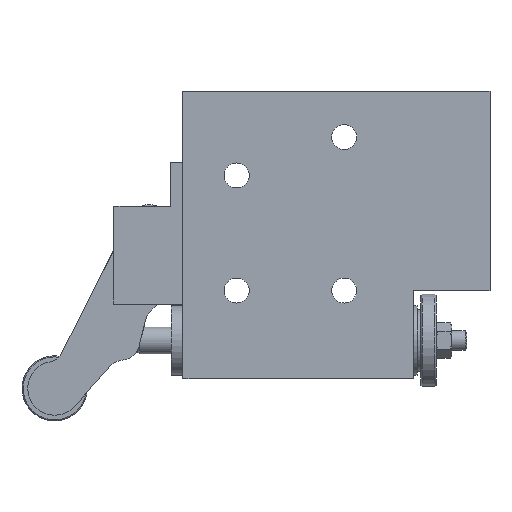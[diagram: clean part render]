
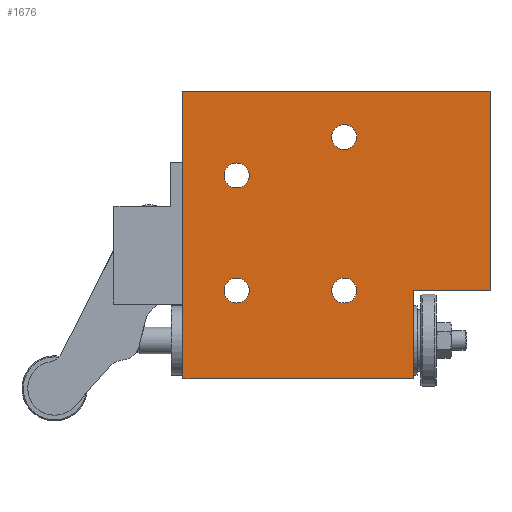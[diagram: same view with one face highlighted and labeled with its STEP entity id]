
A CAD part, left-side view. The second image highlights one B-rep face of the part: STEP entity #1676.
In plain terms, the highlighted planar face has unit normal (-1, 0, 0).
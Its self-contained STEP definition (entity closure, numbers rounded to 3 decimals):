
#54=PLANE('',#1830);
#132=LINE('',#2696,#236);
#136=LINE('',#2709,#240);
#139=LINE('',#2717,#243);
#142=LINE('',#2723,#246);
#145=LINE('',#2731,#249);
#148=LINE('',#2737,#252);
#236=VECTOR('',#2102,1000.);
#240=VECTOR('',#2112,1000.);
#243=VECTOR('',#2119,1000.);
#246=VECTOR('',#2124,1000.);
#249=VECTOR('',#2131,1000.);
#252=VECTOR('',#2136,1000.);
#454=ORIENTED_EDGE('',*,*,#883,.T.);
#455=ORIENTED_EDGE('',*,*,#884,.T.);
#456=ORIENTED_EDGE('',*,*,#885,.T.);
#457=ORIENTED_EDGE('',*,*,#886,.T.);
#458=ORIENTED_EDGE('',*,*,#857,.F.);
#459=ORIENTED_EDGE('',*,*,#877,.F.);
#460=ORIENTED_EDGE('',*,*,#874,.F.);
#461=ORIENTED_EDGE('',*,*,#870,.F.);
#462=ORIENTED_EDGE('',*,*,#867,.F.);
#463=ORIENTED_EDGE('',*,*,#863,.F.);
#857=EDGE_CURVE('',#1067,#1068,#132,.T.);
#863=EDGE_CURVE('',#1068,#1073,#136,.T.);
#867=EDGE_CURVE('',#1073,#1076,#139,.T.);
#870=EDGE_CURVE('',#1076,#1078,#142,.T.);
#874=EDGE_CURVE('',#1078,#1081,#145,.T.);
#877=EDGE_CURVE('',#1081,#1067,#148,.T.);
#883=EDGE_CURVE('',#1087,#1087,#1200,.T.);
#884=EDGE_CURVE('',#1088,#1088,#1201,.T.);
#885=EDGE_CURVE('',#1089,#1089,#1202,.T.);
#886=EDGE_CURVE('',#1090,#1090,#1203,.T.);
#1067=VERTEX_POINT('',#2697);
#1068=VERTEX_POINT('',#2698);
#1073=VERTEX_POINT('',#2710);
#1076=VERTEX_POINT('',#2718);
#1078=VERTEX_POINT('',#2724);
#1081=VERTEX_POINT('',#2732);
#1087=VERTEX_POINT('',#2750);
#1088=VERTEX_POINT('',#2752);
#1089=VERTEX_POINT('',#2754);
#1090=VERTEX_POINT('',#2756);
#1200=CIRCLE('',#1831,3.25);
#1201=CIRCLE('',#1832,3.25);
#1202=CIRCLE('',#1833,3.25);
#1203=CIRCLE('',#1834,3.25);
#1304=EDGE_LOOP('',(#454));
#1305=EDGE_LOOP('',(#455));
#1306=EDGE_LOOP('',(#456));
#1307=EDGE_LOOP('',(#457));
#1308=EDGE_LOOP('',(#458,#459,#460,#461,#462,#463));
#1480=FACE_BOUND('',#1304,.T.);
#1481=FACE_BOUND('',#1305,.T.);
#1482=FACE_BOUND('',#1306,.T.);
#1483=FACE_BOUND('',#1307,.T.);
#1484=FACE_BOUND('',#1308,.T.);
#1676=ADVANCED_FACE('',(#1480,#1481,#1482,#1483,#1484),#54,.F.);
#1830=AXIS2_PLACEMENT_3D('',#2748,#2148,#2149);
#1831=AXIS2_PLACEMENT_3D('',#2749,#2150,#2151);
#1832=AXIS2_PLACEMENT_3D('',#2751,#2152,#2153);
#1833=AXIS2_PLACEMENT_3D('',#2753,#2154,#2155);
#1834=AXIS2_PLACEMENT_3D('',#2755,#2156,#2157);
#2102=DIRECTION('',(0.,0.,1.));
#2112=DIRECTION('',(0.,-1.,0.));
#2119=DIRECTION('',(0.,0.,-1.));
#2124=DIRECTION('',(0.,1.,0.));
#2131=DIRECTION('',(0.,0.,-1.));
#2136=DIRECTION('',(0.,1.,0.));
#2148=DIRECTION('',(1.,0.,0.));
#2149=DIRECTION('',(0.,0.,-1.));
#2150=DIRECTION('',(1.,0.,0.));
#2151=DIRECTION('',(0.,0.,-1.));
#2152=DIRECTION('',(1.,0.,0.));
#2153=DIRECTION('',(0.,0.,-1.));
#2154=DIRECTION('',(1.,0.,0.));
#2155=DIRECTION('',(0.,0.,-1.));
#2156=DIRECTION('',(1.,0.,0.));
#2157=DIRECTION('',(0.,0.,-1.));
#2696=CARTESIAN_POINT('',(-17.,80.,-37.5));
#2697=CARTESIAN_POINT('',(-17.,80.,-37.5));
#2698=CARTESIAN_POINT('',(-17.,80.,37.5));
#2709=CARTESIAN_POINT('',(-17.,80.,37.5));
#2710=CARTESIAN_POINT('',(-17.,0.,37.5));
#2717=CARTESIAN_POINT('',(-17.,0.,37.5));
#2718=CARTESIAN_POINT('',(-17.,0.,-14.5));
#2723=CARTESIAN_POINT('',(-17.,0.,-14.5));
#2724=CARTESIAN_POINT('',(-17.,20.,-14.5));
#2731=CARTESIAN_POINT('',(-17.,20.,-14.5));
#2732=CARTESIAN_POINT('',(-17.,20.,-37.5));
#2737=CARTESIAN_POINT('',(-17.,20.,-37.5));
#2748=CARTESIAN_POINT('',(-17.,0.,0.));
#2749=CARTESIAN_POINT('',(-17.,66.,15.5));
#2750=CARTESIAN_POINT('',(-17.,66.,12.25));
#2751=CARTESIAN_POINT('',(-17.,66.,-14.5));
#2752=CARTESIAN_POINT('',(-17.,66.,-17.75));
#2753=CARTESIAN_POINT('',(-17.,38.,-14.5));
#2754=CARTESIAN_POINT('',(-17.,38.,-17.75));
#2755=CARTESIAN_POINT('',(-17.,38.,25.5));
#2756=CARTESIAN_POINT('',(-17.,38.,22.25));
